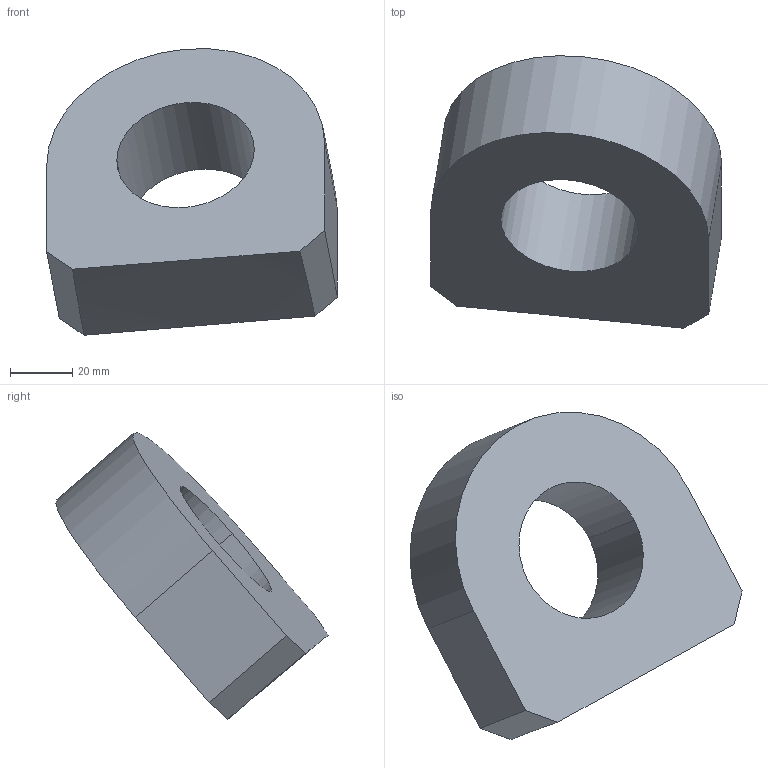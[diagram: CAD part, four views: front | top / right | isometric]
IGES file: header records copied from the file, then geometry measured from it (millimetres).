
Start section:  PTC IGES file: shuangdai-1-2_mir_mir.igs
Global section: file name: shuangdai-1-2_mir_mir.igs; native system: Pro/ENGINEER by Parametric Technology Corporation; preprocessor: 2004110; author: liuxiaokun; organization: Unknown; date: 080428.081007; units: millimetre
Bounding box: 93.42 x 87.43 x 91.97 mm (x, y, z)
Volume: 183367.6 mm3; surface area: 26002.6 mm2
Topology: 1 solids, 1 shells, 10 faces, 24 edges, 16 vertices
Faces by surface type: bspline 6, revolution 4
